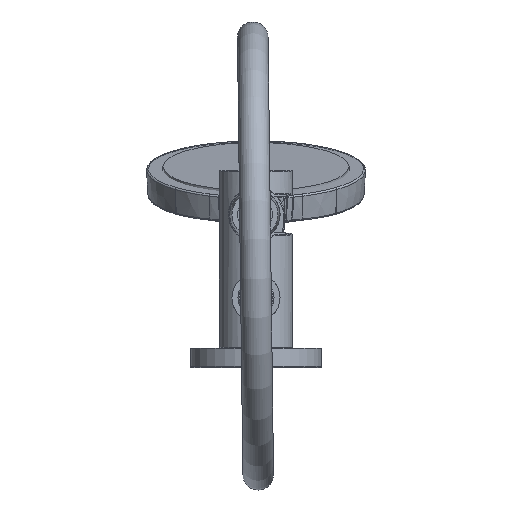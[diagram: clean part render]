
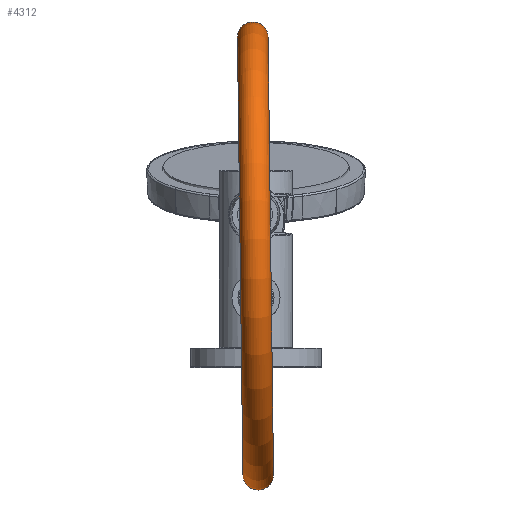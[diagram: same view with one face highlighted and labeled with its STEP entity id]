
A CAD part, front view. The second image highlights one B-rep face of the part: STEP entity #4312.
In plain terms, the highlighted toroidal (fillet/blend) face has major radius 100 mm and minor radius 7 mm.
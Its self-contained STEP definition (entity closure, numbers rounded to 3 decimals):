
#857 = DIRECTION ( 'NONE',  ( 0., 0., 1. ) ) ;
#2188 = EDGE_LOOP ( 'NONE', ( #2596 ) ) ;
#2362 = EDGE_CURVE ( 'NONE', #4999, #4999, #7764, .T. ) ;
#2596 = ORIENTED_EDGE ( 'NONE', *, *, #2632, .F. ) ;
#2632 = EDGE_CURVE ( 'NONE', #13356, #13356, #9977, .T. ) ;
#3163 = ORIENTED_EDGE ( 'NONE', *, *, #2362, .T. ) ;
#3335 = FACE_OUTER_BOUND ( 'NONE', #2188, .T. ) ;
#3680 = FACE_OUTER_BOUND ( 'NONE', #12393, .T. ) ;
#4312 = ADVANCED_FACE ( 'NONE', ( #3335, #3680 ), #6222, .T. ) ;
#4623 = CARTESIAN_POINT ( 'NONE',  ( -111.841, -436.845, 0. ) ) ;
#4999 = VERTEX_POINT ( 'NONE', #7987 ) ;
#5213 = CARTESIAN_POINT ( 'NONE',  ( -19., -474., 0. ) ) ;
#5717 = DIRECTION ( 'NONE',  ( 0., 0., 1. ) ) ;
#6222 = TOROIDAL_SURFACE ( 'NONE', #9013, 100., 7. ) ;
#6310 = DIRECTION ( 'NONE',  ( -1., 0., 0. ) ) ;
#7366 = DIRECTION ( 'NONE',  ( -0.356, 0.935, 0. ) ) ;
#7764 = CIRCLE ( 'NONE', #14055, 7. ) ;
#7987 = CARTESIAN_POINT ( 'NONE',  ( -111.841, -436.845, 7. ) ) ;
#9013 = AXIS2_PLACEMENT_3D ( 'NONE', #5213, #11750, #6310 ) ;
#9080 = CARTESIAN_POINT ( 'NONE',  ( 74.459, -438.426, 7. ) ) ;
#9977 = CIRCLE ( 'NONE', #10110, 7. ) ;
#10110 = AXIS2_PLACEMENT_3D ( 'NONE', #13896, #7366, #857 ) ;
#11750 = DIRECTION ( 'NONE',  ( 0., 0., -1. ) ) ;
#12265 = DIRECTION ( 'NONE',  ( -0.372, -0.928, 0. ) ) ;
#12393 = EDGE_LOOP ( 'NONE', ( #3163 ) ) ;
#13356 = VERTEX_POINT ( 'NONE', #9080 ) ;
#13896 = CARTESIAN_POINT ( 'NONE',  ( 74.459, -438.426, 0. ) ) ;
#14055 = AXIS2_PLACEMENT_3D ( 'NONE', #4623, #12265, #5717 ) ;
